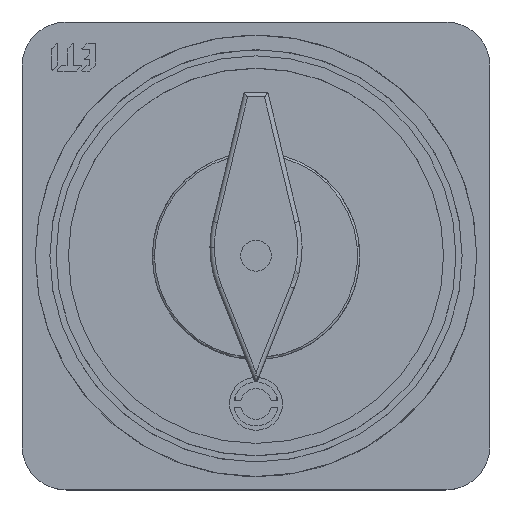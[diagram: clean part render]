
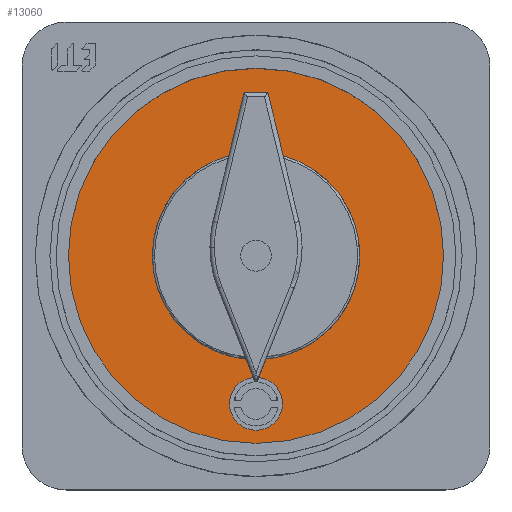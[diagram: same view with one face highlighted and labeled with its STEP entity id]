
A CAD part, top view. The second image highlights one B-rep face of the part: STEP entity #13060.
In plain terms, the highlighted planar face has unit normal (0, 0, 1).
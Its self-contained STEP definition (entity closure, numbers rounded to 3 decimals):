
#11794=CARTESIAN_POINT('',(21.706,-39.624,
45.317));
#11795=DIRECTION('',(0.,0.,1.));
#11796=DIRECTION('',(-1.,0.,0.));
#11797=AXIS2_PLACEMENT_3D('',#11794,#11795,#11796);
#11802=CARTESIAN_POINT('',(21.706,-39.624,
45.317));
#11803=DIRECTION('',(0.,0.,1.));
#11804=DIRECTION('',(1.,0.,0.));
#11805=AXIS2_PLACEMENT_3D('',#11802,#11803,#11804);
#11810=CARTESIAN_POINT('',(21.706,-39.624,
45.317));
#11811=DIRECTION('',(0.,0.,-1.));
#11812=DIRECTION('',(1.,0.,0.));
#11813=AXIS2_PLACEMENT_3D('',#11810,#11811,#11812);
#11818=CARTESIAN_POINT('',(21.706,-39.624,
45.317));
#11819=DIRECTION('',(0.,0.,-1.));
#11820=DIRECTION('',(0.262,0.965,0.));
#11821=AXIS2_PLACEMENT_3D('',#11818,#11819,#11820);
#11826=DIRECTION('',(0.234,-0.972,0.));
#11827=VECTOR('',#11826,14.689);
#11828=CARTESIAN_POINT('',(24.42,-2.661,
45.317));
#11829=LINE('',#11828,#11827);
#11833=DIRECTION('',(1.,0.,0.));
#11834=VECTOR('',#11833,5.428);
#11835=CARTESIAN_POINT('',(18.992,-2.661,
45.317));
#11836=LINE('',#11835,#11834);
#11840=DIRECTION('',(0.234,0.972,0.));
#11841=VECTOR('',#11840,14.689);
#11842=CARTESIAN_POINT('',(15.559,-16.942,
45.317));
#11843=LINE('',#11842,#11841);
#11847=CARTESIAN_POINT('',(21.706,-39.624,
45.317));
#11848=DIRECTION('',(0.,0.,-1.));
#11849=DIRECTION('',(-1.,0.,0.));
#11850=AXIS2_PLACEMENT_3D('',#11847,#11848,#11849);
#11855=CARTESIAN_POINT('',(21.706,-39.624,
45.317));
#11856=DIRECTION('',(0.,0.,-1.));
#11857=DIRECTION('',(-0.096,-0.995,0.));
#11858=AXIS2_PLACEMENT_3D('',#11855,#11856,#11857);
#11863=DIRECTION('',(-0.371,0.929,0.));
#11864=VECTOR('',#11863,4.457);
#11865=CARTESIAN_POINT('',(21.1,-67.155,
45.317));
#11866=LINE('',#11865,#11864);
#11870=CARTESIAN_POINT('',(21.706,-73.124,
45.317));
#11871=DIRECTION('',(0.,0.,-1.));
#11872=DIRECTION('',(-1.,0.,0.));
#11873=AXIS2_PLACEMENT_3D('',#11870,#11871,#11872);
#11878=CARTESIAN_POINT('',(21.706,-73.124,
45.317));
#11879=DIRECTION('',(0.,0.,-1.));
#11880=DIRECTION('',(1.,0.,0.));
#11881=AXIS2_PLACEMENT_3D('',#11878,#11879,#11880);
#11886=CARTESIAN_POINT('',(21.706,-73.124,
45.317));
#11887=DIRECTION('',(0.,0.,-1.));
#11888=DIRECTION('',(0.101,0.995,0.));
#11889=AXIS2_PLACEMENT_3D('',#11886,#11887,#11888);
#11894=DIRECTION('',(-0.371,-0.929,0.));
#11895=VECTOR('',#11894,4.457);
#11896=CARTESIAN_POINT('',(23.965,-63.015,
45.317));
#11897=LINE('',#11896,#11895);
#12227=CARTESIAN_POINT('',(22.312,-67.155,
45.317));
#12228=CARTESIAN_POINT('',(27.706,-73.124,
45.317));
#12229=VERTEX_POINT('',#12227);
#12230=VERTEX_POINT('',#12228);
#12266=CARTESIAN_POINT('',(21.1,-67.155,
45.317));
#12267=VERTEX_POINT('',#12266);
#12268=CARTESIAN_POINT('',(15.706,-73.124,
45.317));
#12269=VERTEX_POINT('',#12268);
#12276=CARTESIAN_POINT('',(64.206,-39.624,
45.317));
#12277=VERTEX_POINT('',#12276);
#12278=CARTESIAN_POINT('',(19.447,-63.015,
45.317));
#12279=VERTEX_POINT('',#12278);
#12288=CARTESIAN_POINT('',(-20.794,-39.624,
45.317));
#12289=VERTEX_POINT('',#12288);
#12291=CARTESIAN_POINT('',(15.559,-16.942,
45.317));
#12293=VERTEX_POINT('',#12291);
#12321=CARTESIAN_POINT('',(24.42,-2.661,
45.317));
#12322=VERTEX_POINT('',#12321);
#12325=CARTESIAN_POINT('',(27.853,-16.942,
45.317));
#12326=CARTESIAN_POINT('',(45.206,-39.624,
45.317));
#12327=VERTEX_POINT('',#12325);
#12328=VERTEX_POINT('',#12326);
#12338=CARTESIAN_POINT('',(-1.794,-39.624,
45.317));
#12339=VERTEX_POINT('',#12338);
#12340=CARTESIAN_POINT('',(18.992,-2.661,
45.317));
#12341=VERTEX_POINT('',#12340);
#12342=CARTESIAN_POINT('',(23.965,-63.015,
45.317));
#12343=VERTEX_POINT('',#12342);
#13029=CARTESIAN_POINT('',(21.706,-39.624,
45.317));
#13030=DIRECTION('',(0.,0.,-1.));
#13031=DIRECTION('',(1.,0.,0.));
#13032=AXIS2_PLACEMENT_3D('',#13029,#13030,#13031);
#13033=PLANE('',#13032);
#13035=ORIENTED_EDGE('',*,*,#13034,.F.);
#13036=ORIENTED_EDGE('',*,*,#12361,.F.);
#13037=EDGE_LOOP('',(#13035,#13036));
#13038=FACE_OUTER_BOUND('',#13037,.F.);
#13040=ORIENTED_EDGE('',*,*,#13039,.F.);
#13042=ORIENTED_EDGE('',*,*,#13041,.F.);
#13044=ORIENTED_EDGE('',*,*,#13043,.F.);
#13046=ORIENTED_EDGE('',*,*,#13045,.F.);
#13048=ORIENTED_EDGE('',*,*,#13047,.F.);
#13050=ORIENTED_EDGE('',*,*,#13049,.F.);
#13052=ORIENTED_EDGE('',*,*,#13051,.F.);
#13053=ORIENTED_EDGE('',*,*,#12943,.F.);
#13054=ORIENTED_EDGE('',*,*,#12992,.F.);
#13055=ORIENTED_EDGE('',*,*,#13015,.F.);
#13056=ORIENTED_EDGE('',*,*,#12995,.F.);
#13057=ORIENTED_EDGE('',*,*,#12694,.F.);
#13058=EDGE_LOOP('',(#13040,#13042,#13044,#13046,#13048,#13050,#13052,#13053,
#13054,#13055,#13056,#13057));
#13059=FACE_BOUND('',#13058,.F.);
#11798=CIRCLE('',#11797,42.5);
#11806=CIRCLE('',#11805,42.5);
#11814=CIRCLE('',#11813,23.5);
#11822=CIRCLE('',#11821,23.5);
#11851=CIRCLE('',#11850,23.5);
#11859=CIRCLE('',#11858,23.5);
#11874=CIRCLE('',#11873,6.);
#11882=CIRCLE('',#11881,6.);
#11890=CIRCLE('',#11889,6.);
#12361=EDGE_CURVE('',#12277,#12289,#11806,.T.);
#12694=EDGE_CURVE('',#12343,#12229,#11897,.T.);
#12943=EDGE_CURVE('',#12267,#12279,#11866,.T.);
#12992=EDGE_CURVE('',#12269,#12267,#11874,.T.);
#12995=EDGE_CURVE('',#12229,#12230,#11890,.T.);
#13015=EDGE_CURVE('',#12230,#12269,#11882,.T.);
#13034=EDGE_CURVE('',#12289,#12277,#11798,.T.);
#13039=EDGE_CURVE('',#12328,#12343,#11814,.T.);
#13041=EDGE_CURVE('',#12327,#12328,#11822,.T.);
#13043=EDGE_CURVE('',#12322,#12327,#11829,.T.);
#13045=EDGE_CURVE('',#12341,#12322,#11836,.T.);
#13047=EDGE_CURVE('',#12293,#12341,#11843,.T.);
#13049=EDGE_CURVE('',#12339,#12293,#11851,.T.);
#13051=EDGE_CURVE('',#12279,#12339,#11859,.T.);
#13060=ADVANCED_FACE('',(#13038,#13059),#13033,.F.);
